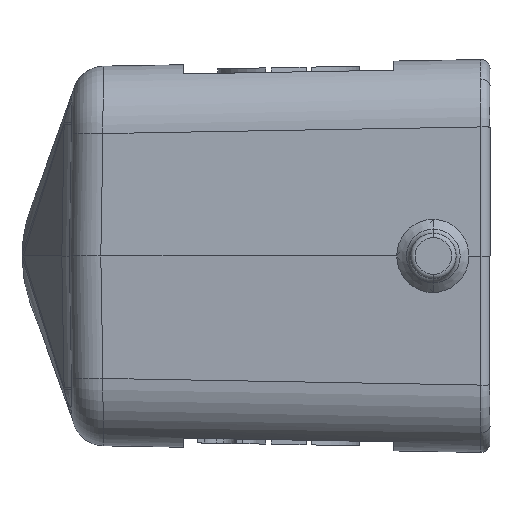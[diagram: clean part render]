
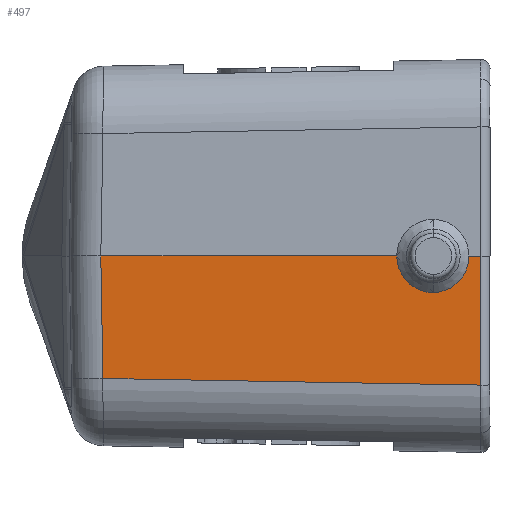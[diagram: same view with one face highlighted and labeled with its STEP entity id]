
A CAD part, left-side view. The second image highlights one B-rep face of the part: STEP entity #497.
In plain terms, the highlighted planar face has unit normal (-1, 0.018, -0.017).
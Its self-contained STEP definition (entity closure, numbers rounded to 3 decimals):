
#497=ADVANCED_FACE('',(#1163),#935,.T.);
#935=PLANE('',#7580);
#1163=FACE_OUTER_BOUND('',#1594,.T.);
#1594=EDGE_LOOP('',(#3718,#3719,#3720,#3721,#3722,#3723,#3724));
#2077=B_SPLINE_CURVE_WITH_KNOTS('',3,(#10269,#10270,#10271,#10272,#10273,
#10274),.UNSPECIFIED.,.F.,.F.,(4,2,4),(0.,0.5,1.),.UNSPECIFIED.);
#2078=B_SPLINE_CURVE_WITH_KNOTS('',3,(#10277,#10278,#10279,#10280),
 .UNSPECIFIED.,.F.,.F.,(4,4),(0.,1.),.UNSPECIFIED.);
#2079=B_SPLINE_CURVE_WITH_KNOTS('',3,(#10282,#10283,#10284,#10285,#10286,
#10287,#10288),.UNSPECIFIED.,.F.,.F.,(4,3,4),(0.,0.01,1.),
 .UNSPECIFIED.);
#2447=LINE('',#10254,#3047);
#2449=LINE('',#10265,#3049);
#2450=LINE('',#10267,#3050);
#2451=LINE('',#10276,#3051);
#3047=VECTOR('',#8274,1.);
#3049=VECTOR('',#8276,1.);
#3050=VECTOR('',#8279,1.);
#3051=VECTOR('',#8280,1.);
#3718=ORIENTED_EDGE('',*,*,#6563,.T.);
#3719=ORIENTED_EDGE('',*,*,#6562,.F.);
#3720=ORIENTED_EDGE('',*,*,#6564,.F.);
#3721=ORIENTED_EDGE('',*,*,#6565,.F.);
#3722=ORIENTED_EDGE('',*,*,#6559,.F.);
#3723=ORIENTED_EDGE('',*,*,#6566,.F.);
#3724=ORIENTED_EDGE('',*,*,#6567,.F.);
#5863=VERTEX_POINT('',#10248);
#5864=VERTEX_POINT('',#10253);
#5865=VERTEX_POINT('',#10255);
#5867=VERTEX_POINT('',#10264);
#5868=VERTEX_POINT('',#10268);
#5869=VERTEX_POINT('',#10275);
#5870=VERTEX_POINT('',#10281);
#6559=EDGE_CURVE('',#5864,#5865,#2447,.T.);
#6562=EDGE_CURVE('',#5867,#5863,#2449,.T.);
#6563=EDGE_CURVE('',#5868,#5863,#2450,.T.);
#6564=EDGE_CURVE('',#5869,#5867,#2077,.T.);
#6565=EDGE_CURVE('',#5865,#5869,#2451,.T.);
#6566=EDGE_CURVE('',#5870,#5864,#2078,.T.);
#6567=EDGE_CURVE('',#5868,#5870,#2079,.T.);
#7580=AXIS2_PLACEMENT_3D('',#10289,#8281,#8282);
#8274=DIRECTION('',(-0.017,-1.,0.));
#8276=DIRECTION('',(-0.017,-1.,0.));
#8279=DIRECTION('',(-0.017,0.,1.));
#8280=DIRECTION('',(0.,-0.707,-0.707));
#8281=DIRECTION('',(-1.,0.017,-0.017));
#8282=DIRECTION('',(-0.017,-1.,0.));
#10248=CARTESIAN_POINT('',(-29.982,1.019,0.));
#10253=CARTESIAN_POINT('',(-29.257,42.562,0.));
#10254=CARTESIAN_POINT('',(-29.257,42.562,0.));
#10255=CARTESIAN_POINT('',(-29.822,10.2,0.));
#10264=CARTESIAN_POINT('',(-29.959,2.337,0.));
#10265=CARTESIAN_POINT('',(-29.959,2.337,0.));
#10267=CARTESIAN_POINT('',(-29.736,1.017,-14.114));
#10268=CARTESIAN_POINT('',(-29.736,1.008,-14.114));
#10269=CARTESIAN_POINT('',(-29.822,6.2,-4.));
#10270=CARTESIAN_POINT('',(-29.833,5.577,-3.989));
#10271=CARTESIAN_POINT('',(-29.857,4.414,-3.807));
#10272=CARTESIAN_POINT('',(-29.926,2.468,-1.792));
#10273=CARTESIAN_POINT('',(-29.947,2.325,-0.74));
#10274=CARTESIAN_POINT('',(-29.959,2.337,0.));
#10275=CARTESIAN_POINT('',(-29.822,6.2,-4.));
#10276=CARTESIAN_POINT('',(-29.822,10.2,0.));
#10277=CARTESIAN_POINT('',(-29.027,42.328,-13.393));
#10278=CARTESIAN_POINT('',(-29.104,42.406,-8.929));
#10279=CARTESIAN_POINT('',(-29.18,42.484,-4.464));
#10280=CARTESIAN_POINT('',(-29.257,42.562,0.));
#10281=CARTESIAN_POINT('',(-29.027,42.328,-13.393));
#10282=CARTESIAN_POINT('',(-29.743,0.604,-14.121));
#10283=CARTESIAN_POINT('',(-29.741,0.741,-14.119));
#10284=CARTESIAN_POINT('',(-29.738,0.879,-14.117));
#10285=CARTESIAN_POINT('',(-29.736,1.017,-14.114));
#10286=CARTESIAN_POINT('',(-29.5,14.787,-13.874));
#10287=CARTESIAN_POINT('',(-29.263,28.557,-13.634));
#10288=CARTESIAN_POINT('',(-29.027,42.328,-13.393));
#10289=CARTESIAN_POINT('',(-30.018,0.,1.044));
